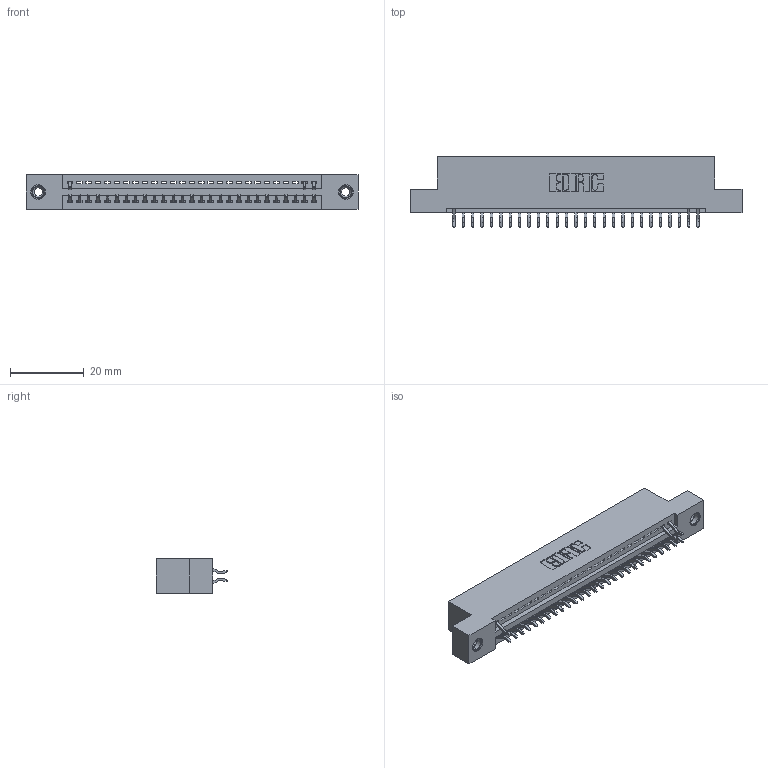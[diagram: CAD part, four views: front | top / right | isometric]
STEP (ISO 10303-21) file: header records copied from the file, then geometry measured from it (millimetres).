
FILE_DESCRIPTION (( 'STEP AP203' ), '1' );
FILE_NAME ('345-054-556-208.STEP', '2018-09-24T00:42:59', ( '' ), ( '' ), 'SwSTEP 2.0', 'SolidWorks 2016', '' );
FILE_SCHEMA (( 'CONFIG_CONTROL_DESIGN' ));
Length unit declared in the file: inch
Products named in the file (4): 345 Part_Flush Mounting Lugs - 0.156 Dia-TI; 345-292-001_556 Tail; 345-250-001_345-250-003-102; 345-054-556-208
Assembly tree (33 placements, depth 2):
  345-054-556-208
    345 Part_Flush Mounting Lugs - 0.156 Dia-TI
    345-292-001_556 Tail  x30
    345-250-001_345-250-003-102  x2
Bounding box: 89.79 x 19.24 x 9.4 mm (x, y, z)
Volume: 8358.9 mm3; surface area: 10827.2 mm2
Topology: 33 solids, 33 shells, 2058 faces, 6135 edges, 4042 vertices
Faces by surface type: plane 1390, cylinder 652, cone 12, torus 4
Entity records: 23842 total; most frequent: CARTESIAN_POINT 4111, ORIENTED_EDGE 4050, DIRECTION 3631, EDGE_CURVE 2025, VECTOR 1757, LINE 1757, VERTEX_POINT 1344, AXIS2_PLACEMENT_3D 937
